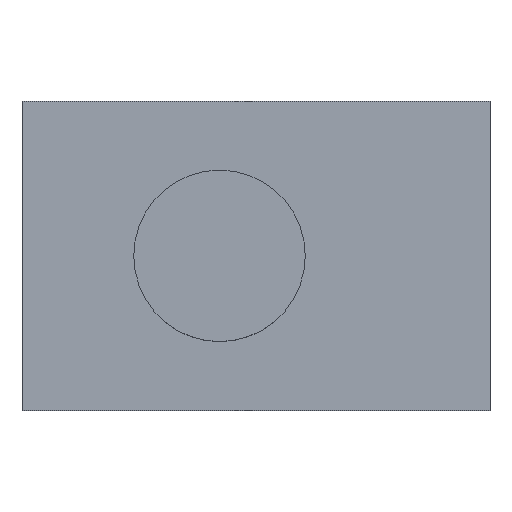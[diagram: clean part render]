
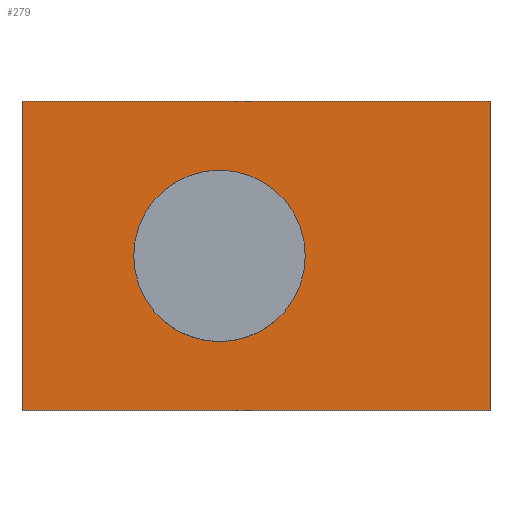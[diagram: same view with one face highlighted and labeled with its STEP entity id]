
A CAD part, top view. The second image highlights one B-rep face of the part: STEP entity #279.
In plain terms, the highlighted planar face has unit normal (0, 0, 1).
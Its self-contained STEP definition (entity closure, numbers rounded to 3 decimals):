
#122=LINE('',#1753,#198);
#123=LINE('',#1756,#199);
#124=LINE('',#1758,#200);
#125=LINE('',#1760,#201);
#198=VECTOR('',#1335,1.);
#199=VECTOR('',#1336,1.);
#200=VECTOR('',#1337,1.);
#201=VECTOR('',#1338,1.);
#279=ADVANCED_FACE('',(#376,#377),#328,.F.);
#328=PLANE('',#1134);
#376=FACE_BOUND('',#440,.T.);
#377=FACE_BOUND('',#441,.T.);
#440=EDGE_LOOP('',(#592,#593,#594,#595));
#441=EDGE_LOOP('',(#596));
#592=ORIENTED_EDGE('',*,*,#906,.T.);
#593=ORIENTED_EDGE('',*,*,#907,.T.);
#594=ORIENTED_EDGE('',*,*,#908,.F.);
#595=ORIENTED_EDGE('',*,*,#909,.F.);
#596=ORIENTED_EDGE('',*,*,#910,.F.);
#800=VERTEX_POINT('',#1754);
#801=VERTEX_POINT('',#1755);
#802=VERTEX_POINT('',#1757);
#803=VERTEX_POINT('',#1759);
#804=VERTEX_POINT('',#1762);
#906=EDGE_CURVE('',#800,#801,#122,.T.);
#907=EDGE_CURVE('',#801,#802,#123,.T.);
#908=EDGE_CURVE('',#803,#802,#124,.T.);
#909=EDGE_CURVE('',#800,#803,#125,.T.);
#910=EDGE_CURVE('',#804,#804,#1016,.T.);
#1016=CIRCLE('',#1133,29.95);
#1133=AXIS2_PLACEMENT_3D('',#1761,#1339,#1340);
#1134=AXIS2_PLACEMENT_3D('',#1763,#1341,#1342);
#1335=DIRECTION('',(1.,0.,0.));
#1336=DIRECTION('',(0.,1.,0.));
#1337=DIRECTION('',(1.,0.,0.));
#1338=DIRECTION('',(0.,1.,0.));
#1339=DIRECTION('',(0.,0.,1.));
#1340=DIRECTION('',(-1.,0.,0.));
#1341=DIRECTION('',(0.,0.,-1.));
#1342=DIRECTION('',(-1.,0.,0.));
#1753=CARTESIAN_POINT('',(-69.,-54.,0.));
#1754=CARTESIAN_POINT('',(-69.,-54.,0.));
#1755=CARTESIAN_POINT('',(94.5,-54.,0.));
#1756=CARTESIAN_POINT('',(94.5,-54.,0.));
#1757=CARTESIAN_POINT('',(94.5,54.,0.));
#1758=CARTESIAN_POINT('',(-69.,54.,0.));
#1759=CARTESIAN_POINT('',(-69.,54.,0.));
#1760=CARTESIAN_POINT('',(-69.,-54.,0.));
#1761=CARTESIAN_POINT('',(0.,0.,0.));
#1762=CARTESIAN_POINT('',(-29.95,0.,0.));
#1763=CARTESIAN_POINT('',(-69.,-54.,0.));
